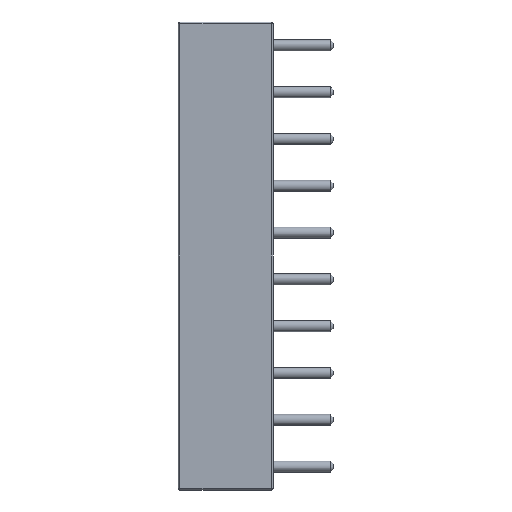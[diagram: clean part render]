
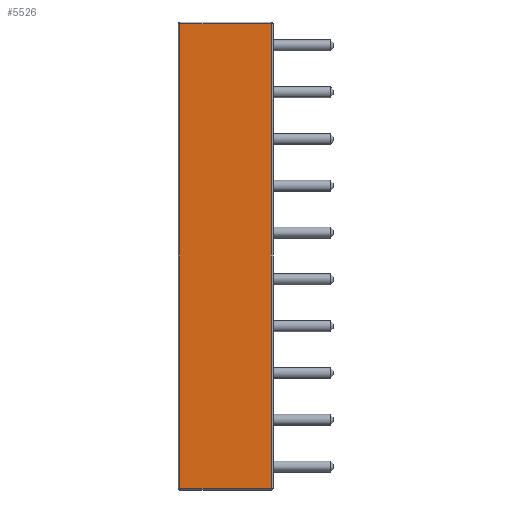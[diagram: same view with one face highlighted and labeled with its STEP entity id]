
A CAD part, left-side view. The second image highlights one B-rep face of the part: STEP entity #5526.
In plain terms, the highlighted planar face has unit normal (-1, 0, 0).
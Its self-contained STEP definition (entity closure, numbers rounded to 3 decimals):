
#303=PLANE('',#5946);
#583=FACE_OUTER_BOUND('',#919,.T.);
#919=EDGE_LOOP('',(#4255,#4256,#4257,#4258));
#1217=LINE('',#7972,#1753);
#1389=LINE('',#8704,#1925);
#1391=LINE('',#8707,#1927);
#1395=LINE('',#8714,#1931);
#1753=VECTOR('',#6338,10.);
#1925=VECTOR('',#6828,10.);
#1927=VECTOR('',#6832,10.);
#1931=VECTOR('',#6842,10.);
#2510=VERTEX_POINT('',#7966);
#2512=VERTEX_POINT('',#7970);
#2702=VERTEX_POINT('',#8682);
#2707=VERTEX_POINT('',#8697);
#3025=EDGE_CURVE('',#2512,#2510,#1217,.T.);
#3302=EDGE_CURVE('',#2702,#2707,#1389,.T.);
#3304=EDGE_CURVE('',#2707,#2512,#1391,.T.);
#3308=EDGE_CURVE('',#2510,#2702,#1395,.T.);
#4255=ORIENTED_EDGE('',*,*,#3025,.F.);
#4256=ORIENTED_EDGE('',*,*,#3304,.F.);
#4257=ORIENTED_EDGE('',*,*,#3302,.F.);
#4258=ORIENTED_EDGE('',*,*,#3308,.F.);
#5526=ADVANCED_FACE('',(#583),#303,.F.);
#5946=AXIS2_PLACEMENT_3D('',#8723,#6855,#6856);
#6338=DIRECTION('',(0.,1.,0.));
#6828=DIRECTION('',(0.,-1.,0.));
#6832=DIRECTION('',(0.,0.,-1.));
#6842=DIRECTION('',(0.,0.,1.));
#6855=DIRECTION('center_axis',(1.,0.,0.));
#6856=DIRECTION('ref_axis',(0.,-1.,0.));
#7966=CARTESIAN_POINT('',(-5.08,5.06,-25.3));
#7970=CARTESIAN_POINT('',(-5.08,0.1,-25.3));
#7972=CARTESIAN_POINT('',(-5.08,3.87,-25.3));
#8682=CARTESIAN_POINT('',(-5.08,5.06,-0.1));
#8697=CARTESIAN_POINT('',(-5.08,0.1,-0.1));
#8704=CARTESIAN_POINT('',(-5.08,3.87,-0.1));
#8707=CARTESIAN_POINT('',(-5.08,0.1,0.));
#8714=CARTESIAN_POINT('',(-5.08,5.06,0.));
#8723=CARTESIAN_POINT('Origin',(-5.08,5.16,0.));
